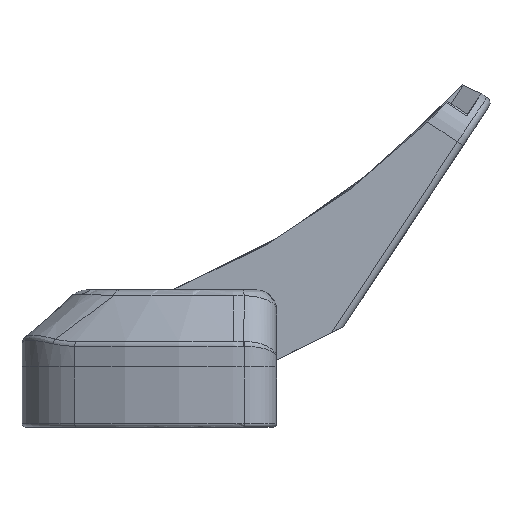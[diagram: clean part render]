
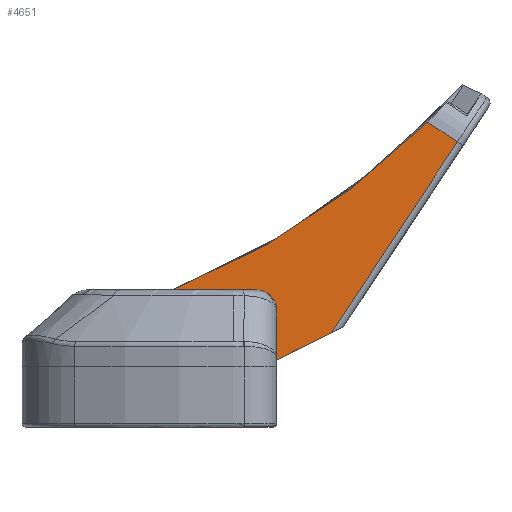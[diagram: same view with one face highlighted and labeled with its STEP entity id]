
A CAD part, left-side view. The second image highlights one B-rep face of the part: STEP entity #4651.
In plain terms, the highlighted planar face has unit normal (-1, 0, 0).
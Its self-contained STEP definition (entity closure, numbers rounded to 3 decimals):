
#648=DIRECTION('',(0.,0.835,0.551));
#649=VECTOR('',#648,136.392);
#650=CARTESIAN_POINT('',(-927.1,-1093.419,1082.936));
#651=LINE('',#650,#649);
#652=DIRECTION('',(0.,-0.551,0.835));
#653=VECTOR('',#652,868.357);
#654=CARTESIAN_POINT('',(-927.1,-614.963,358.282));
#655=LINE('',#654,#653);
#656=DIRECTION('',(0.,-0.894,0.447));
#657=VECTOR('',#656,233.181);
#658=CARTESIAN_POINT('',(-927.1,-406.4,254.));
#659=LINE('',#658,#657);
#660=CARTESIAN_POINT('',(-927.1,-330.2,444.5));
#661=DIRECTION('',(1.,0.,0.));
#662=DIRECTION('',(0.,0.,1.));
#663=AXIS2_PLACEMENT_3D('',#660,#661,#662);
#665=DIRECTION('',(0.,-1.,0.));
#666=VECTOR('',#665,317.5);
#667=CARTESIAN_POINT('',(-927.1,-12.7,520.7));
#668=LINE('',#667,#666);
#669=CARTESIAN_POINT('',(-927.1,1079.609,3229.778));
#670=DIRECTION('',(1.,0.,0.));
#671=DIRECTION('',(0.,-0.705,-0.709));
#672=AXIS2_PLACEMENT_3D('',#669,#670,#671);
#1494=DIRECTION('',(0.,0.,1.));
#1495=VECTOR('',#1494,190.5);
#1496=CARTESIAN_POINT('',(-927.1,-406.4,254.));
#1497=LINE('',#1496,#1495);
#3278=CARTESIAN_POINT('',(-927.1,-979.598,1158.086));
#3279=CARTESIAN_POINT('',(-927.1,-12.7,520.7));
#3280=VERTEX_POINT('',#3278);
#3281=VERTEX_POINT('',#3279);
#3490=CARTESIAN_POINT('',(-927.1,-1093.419,1082.936));
#3491=VERTEX_POINT('',#3490);
#3513=CARTESIAN_POINT('',(-927.1,-406.4,254.));
#3514=CARTESIAN_POINT('',(-927.1,-614.963,358.282));
#3515=VERTEX_POINT('',#3513);
#3516=VERTEX_POINT('',#3514);
#3537=CARTESIAN_POINT('',(-927.1,-330.2,520.7));
#3538=CARTESIAN_POINT('',(-927.1,-406.4,444.5));
#3539=VERTEX_POINT('',#3537);
#3540=VERTEX_POINT('',#3538);
#4632=CARTESIAN_POINT('',(-927.1,0.,228.6));
#4633=DIRECTION('',(1.,0.,0.));
#4634=DIRECTION('',(0.,1.,0.));
#4635=AXIS2_PLACEMENT_3D('',#4632,#4633,#4634);
#4636=PLANE('',#4635);
#4638=ORIENTED_EDGE('',*,*,#4637,.F.);
#4640=ORIENTED_EDGE('',*,*,#4639,.F.);
#4641=ORIENTED_EDGE('',*,*,#4613,.F.);
#4643=ORIENTED_EDGE('',*,*,#4642,.T.);
#4645=ORIENTED_EDGE('',*,*,#4644,.F.);
#4646=ORIENTED_EDGE('',*,*,#3993,.F.);
#4648=ORIENTED_EDGE('',*,*,#4647,.F.);
#4649=EDGE_LOOP('',(#4638,#4640,#4641,#4643,#4645,#4646,#4648));
#4650=FACE_OUTER_BOUND('',#4649,.F.);
#4651=ADVANCED_FACE('',(#4650),#4636,.F.);
#664=CIRCLE('',#663,76.2);
#673=CIRCLE('',#672,2921.);
#3993=EDGE_CURVE('',#3281,#3539,#668,.T.);
#4613=EDGE_CURVE('',#3515,#3516,#659,.T.);
#4637=EDGE_CURVE('',#3491,#3280,#651,.T.);
#4639=EDGE_CURVE('',#3516,#3491,#655,.T.);
#4642=EDGE_CURVE('',#3515,#3540,#1497,.T.);
#4644=EDGE_CURVE('',#3539,#3540,#664,.T.);
#4647=EDGE_CURVE('',#3280,#3281,#673,.T.);
